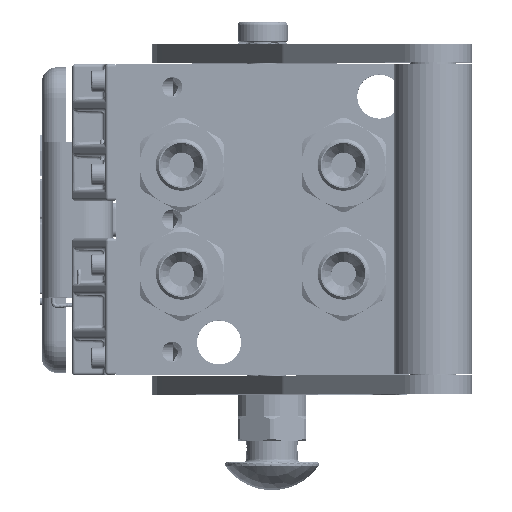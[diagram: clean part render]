
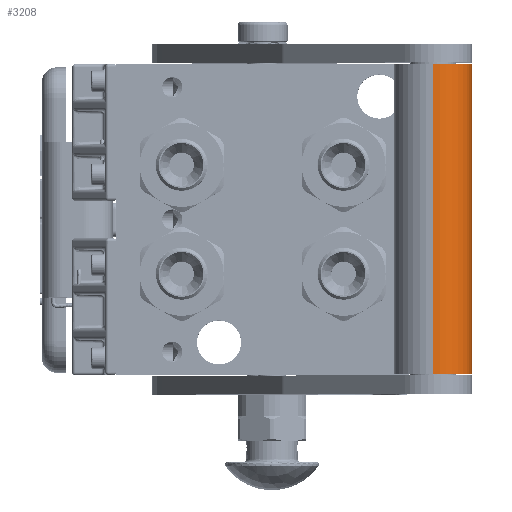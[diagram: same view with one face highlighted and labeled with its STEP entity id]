
A CAD part, top view. The second image highlights one B-rep face of the part: STEP entity #3208.
In plain terms, the highlighted cylindrical face has radius 12.5 mm (diameter 25 mm), a partial arc.
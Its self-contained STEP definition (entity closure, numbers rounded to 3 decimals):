
#1203 = CARTESIAN_POINT ( 'NONE',  ( 104., 0., 12.5 ) ) ;
#3208 = ADVANCED_FACE ( 'NONE', ( #33062 ), #123349, .T. ) ;
#14946 = CARTESIAN_POINT ( 'NONE',  ( -5.425, 0., 0. ) ) ;
#21914 = VERTEX_POINT ( 'NONE', #89398 ) ;
#24791 = DIRECTION ( 'NONE',  ( 0., 0., -1. ) ) ;
#24815 = ORIENTED_EDGE ( 'NONE', *, *, #121292, .T. ) ;
#26746 = AXIS2_PLACEMENT_3D ( 'NONE', #14946, #92146, #101181 ) ;
#29751 = EDGE_CURVE ( 'NONE', #21914, #50749, #39632, .T. ) ;
#33062 = FACE_OUTER_BOUND ( 'NONE', #95156, .T. ) ;
#39632 = LINE ( 'NONE', #46879, #119625 ) ;
#40937 = CARTESIAN_POINT ( 'NONE',  ( 104., 0., 12.5 ) ) ;
#46879 = CARTESIAN_POINT ( 'NONE',  ( 104., 0., -12.5 ) ) ;
#50749 = VERTEX_POINT ( 'NONE', #72369 ) ;
#53473 = AXIS2_PLACEMENT_3D ( 'NONE', #81447, #126076, #136543 ) ;
#58317 = ORIENTED_EDGE ( 'NONE', *, *, #29751, .T. ) ;
#60161 = AXIS2_PLACEMENT_3D ( 'NONE', #67748, #111905, #24791 ) ;
#62414 = VERTEX_POINT ( 'NONE', #100713 ) ;
#67748 = CARTESIAN_POINT ( 'NONE',  ( 104., 0., 0. ) ) ;
#68177 = CIRCLE ( 'NONE', #60161, 12.5 ) ;
#71190 = CIRCLE ( 'NONE', #53473, 12.5 ) ;
#72369 = CARTESIAN_POINT ( 'NONE',  ( 4.5, 0., -12.5 ) ) ;
#73868 = VECTOR ( 'NONE', #77543, 1000. ) ;
#77543 = DIRECTION ( 'NONE',  ( -1., 0., 0. ) ) ;
#81447 = CARTESIAN_POINT ( 'NONE',  ( 4.5, 0., 0. ) ) ;
#89398 = CARTESIAN_POINT ( 'NONE',  ( 104., 0., -12.5 ) ) ;
#92146 = DIRECTION ( 'NONE',  ( -1., 0., 0. ) ) ;
#95156 = EDGE_LOOP ( 'NONE', ( #24815, #130888, #111438, #58317 ) ) ;
#100713 = CARTESIAN_POINT ( 'NONE',  ( 4.5, 0., 12.5 ) ) ;
#100893 = VERTEX_POINT ( 'NONE', #40937 ) ;
#101181 = DIRECTION ( 'NONE',  ( 0., 0., 1. ) ) ;
#107814 = LINE ( 'NONE', #1203, #73868 ) ;
#111438 = ORIENTED_EDGE ( 'NONE', *, *, #125154, .F. ) ;
#111905 = DIRECTION ( 'NONE',  ( 1., 0., 0. ) ) ;
#119625 = VECTOR ( 'NONE', #124865, 1000. ) ;
#121292 = EDGE_CURVE ( 'NONE', #50749, #62414, #71190, .T. ) ;
#123349 = CYLINDRICAL_SURFACE ( 'NONE', #26746, 12.5 ) ;
#124865 = DIRECTION ( 'NONE',  ( -1., 0., 0. ) ) ;
#125154 = EDGE_CURVE ( 'NONE', #21914, #100893, #68177, .T. ) ;
#126076 = DIRECTION ( 'NONE',  ( 1., 0., 0. ) ) ;
#130888 = ORIENTED_EDGE ( 'NONE', *, *, #133891, .F. ) ;
#133891 = EDGE_CURVE ( 'NONE', #100893, #62414, #107814, .T. ) ;
#136543 = DIRECTION ( 'NONE',  ( 0., 0., -1. ) ) ;
